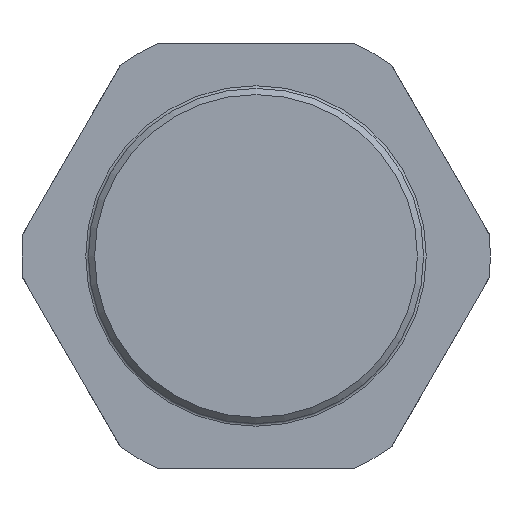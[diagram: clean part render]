
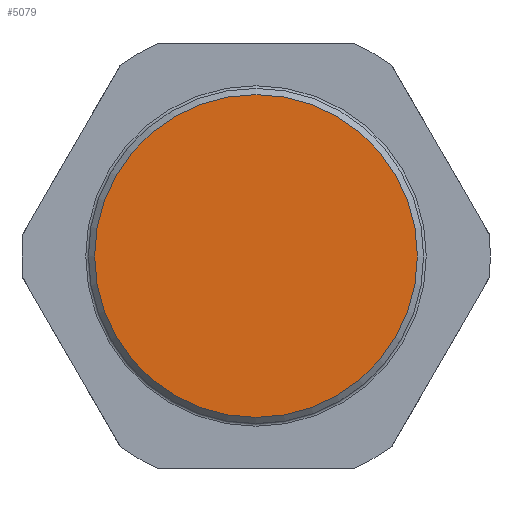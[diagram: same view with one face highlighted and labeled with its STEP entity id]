
A CAD part, left-side view. The second image highlights one B-rep face of the part: STEP entity #5079.
In plain terms, the highlighted planar face has unit normal (-1, 0, 0).
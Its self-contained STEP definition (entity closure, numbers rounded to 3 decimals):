
#840=FACE_OUTER_BOUND('',#1124,.T.);
#1124=EDGE_LOOP('',(#3100,#3101));
#1417=CIRCLE('',#5391,30.33);
#1418=CIRCLE('',#5392,30.33);
#1789=VERTEX_POINT('',#7592);
#1790=VERTEX_POINT('',#7593);
#2313=EDGE_CURVE('',#1789,#1790,#1417,.T.);
#2314=EDGE_CURVE('',#1790,#1789,#1418,.T.);
#3100=ORIENTED_EDGE('',*,*,#2313,.F.);
#3101=ORIENTED_EDGE('',*,*,#2314,.F.);
#4674=PLANE('',#5390);
#5079=ADVANCED_FACE('',(#840),#4674,.T.);
#5390=AXIS2_PLACEMENT_3D('',#7591,#6050,#6051);
#5391=AXIS2_PLACEMENT_3D('',#7594,#6052,#6053);
#5392=AXIS2_PLACEMENT_3D('',#7595,#6054,#6055);
#6050=DIRECTION('center_axis',(-1.,0.,0.));
#6051=DIRECTION('ref_axis',(0.,0.,
-1.));
#6052=DIRECTION('center_axis',(1.,0.,0.));
#6053=DIRECTION('ref_axis',(0.,0.,
1.));
#6054=DIRECTION('center_axis',(1.,0.,0.));
#6055=DIRECTION('ref_axis',(0.,0.,
1.));
#7591=CARTESIAN_POINT('Origin',(-24.1,-30.33,0.));
#7592=CARTESIAN_POINT('',(-24.1,-30.33,0.));
#7593=CARTESIAN_POINT('',(-24.1,30.33,0.));
#7594=CARTESIAN_POINT('Origin',(-24.1,0.,0.));
#7595=CARTESIAN_POINT('Origin',(-24.1,0.,0.));
